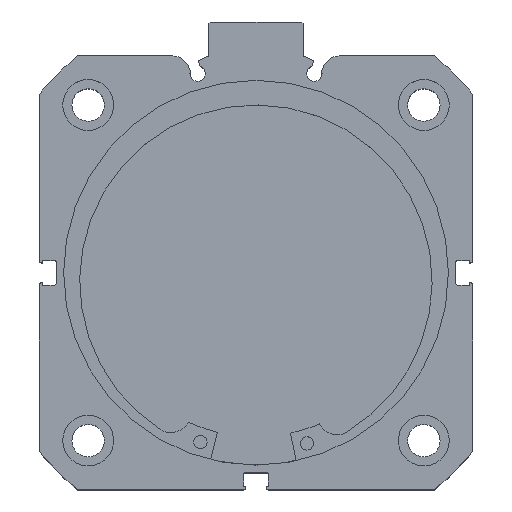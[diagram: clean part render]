
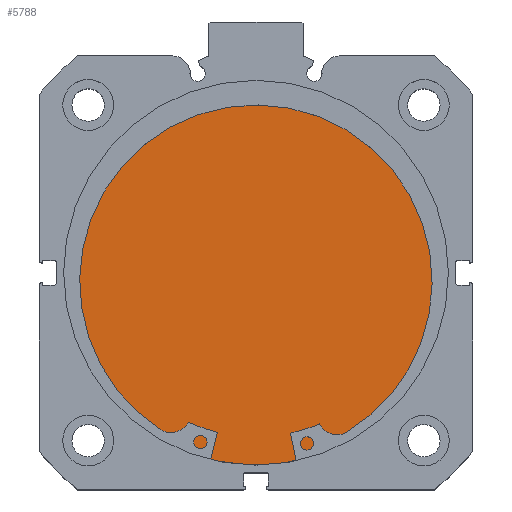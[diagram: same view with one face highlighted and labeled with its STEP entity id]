
A CAD part, top view. The second image highlights one B-rep face of the part: STEP entity #5788.
In plain terms, the highlighted face is planar.
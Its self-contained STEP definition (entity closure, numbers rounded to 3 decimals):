
#36 = CARTESIAN_POINT ( 'NONE',  ( 13., 0., 0. ) ) ;
#59 = DIRECTION ( 'NONE',  ( 0., 0., 1. ) ) ;
#216 = DIRECTION ( 'NONE',  ( -1., 0., 0. ) ) ;
#219 = CARTESIAN_POINT ( 'NONE',  ( 13., 0., 0. ) ) ;
#476 = VERTEX_POINT ( 'NONE', #781 ) ;
#635 = VERTEX_POINT ( 'NONE', #6941 ) ;
#781 = CARTESIAN_POINT ( 'NONE',  ( 13., 0., -51. ) ) ;
#1276 = AXIS2_PLACEMENT_3D ( 'NONE', #219, #216, #59 ) ;
#1292 = AXIS2_PLACEMENT_3D ( 'NONE', #36, #6657, #6612 ) ;
#2087 = AXIS2_PLACEMENT_3D ( 'NONE', #5861, #5892, #5876 ) ;
#2770 = EDGE_CURVE ( 'NONE', #635, #476, #6183, .T. ) ;
#2821 = EDGE_CURVE ( 'NONE', #476, #635, #6253, .T. ) ;
#3951 = ORIENTED_EDGE ( 'NONE', *, *, #2821, .F. ) ;
#3953 = ORIENTED_EDGE ( 'NONE', *, *, #2770, .F. ) ;
#4542 = EDGE_LOOP ( 'NONE', ( #3953, #3951 ) ) ;
#5788 = ADVANCED_FACE ( 'NONE', ( #6388 ), #5846, .F. ) ;
#5846 = PLANE ( 'NONE',  #2087 ) ;
#5861 = CARTESIAN_POINT ( 'NONE',  ( 13., 51., 0. ) ) ;
#5876 = DIRECTION ( 'NONE',  ( 0., 0., 1. ) ) ;
#5892 = DIRECTION ( 'NONE',  ( -1., 0., 0. ) ) ;
#6183 = CIRCLE ( 'NONE', #1276, 51. ) ;
#6253 = CIRCLE ( 'NONE', #1292, 51. ) ;
#6388 = FACE_OUTER_BOUND ( 'NONE', #4542, .T. ) ;
#6612 = DIRECTION ( 'NONE',  ( 0., 0., 1. ) ) ;
#6657 = DIRECTION ( 'NONE',  ( -1., 0., 0. ) ) ;
#6941 = CARTESIAN_POINT ( 'NONE',  ( 13., 0., 51. ) ) ;
